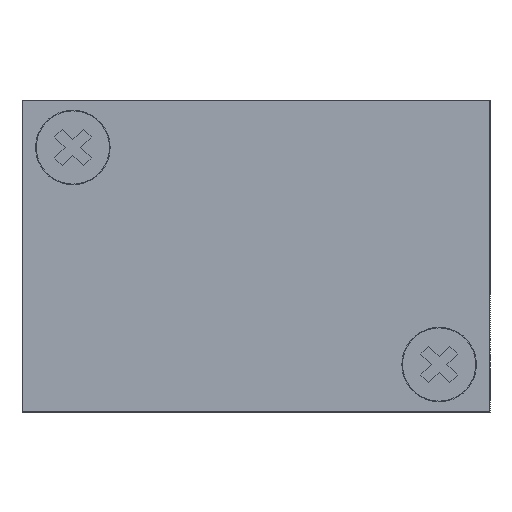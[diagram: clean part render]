
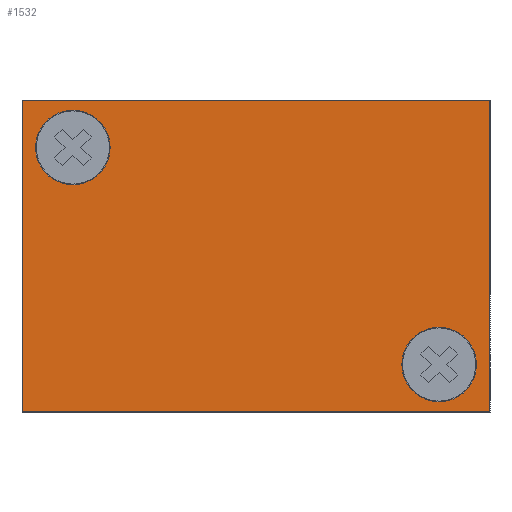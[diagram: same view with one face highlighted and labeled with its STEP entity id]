
A CAD part, left-side view. The second image highlights one B-rep face of the part: STEP entity #1532.
In plain terms, the highlighted planar face has unit normal (-1, 0, 0).
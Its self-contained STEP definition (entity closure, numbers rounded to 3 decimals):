
#1532 = ADVANCED_FACE ( 'NONE', ( #23872, #23873, #23874 ), #24210, .T. ) ;
#1929 = CARTESIAN_POINT ( 'NONE',  ( -3.25, -17.25, 11.5 ) ) ;
#1930 = DIRECTION ( 'NONE',  ( 0., 0., 1. ) ) ;
#1931 = CARTESIAN_POINT ( 'NONE',  ( -3.25, -17.25, -11.5 ) ) ;
#1932 = DIRECTION ( 'NONE',  ( 0., 1., 0. ) ) ;
#1933 = CARTESIAN_POINT ( 'NONE',  ( -3.25, 17.25, 11.5 ) ) ;
#1934 = DIRECTION ( 'NONE',  ( 0., 0., 1. ) ) ;
#1935 = CARTESIAN_POINT ( 'NONE',  ( -3.25, 13.5, 8. ) ) ;
#1936 = DIRECTION ( 'NONE',  ( -1., 0., 0. ) ) ;
#1937 = DIRECTION ( 'NONE',  ( 0., 0., 1. ) ) ;
#1938 = CARTESIAN_POINT ( 'NONE',  ( -3.25, -13.5, -8. ) ) ;
#1939 = DIRECTION ( 'NONE',  ( -1., 0., 0. ) ) ;
#1940 = DIRECTION ( 'NONE',  ( 0., 0., 1. ) ) ;
#1943 = CARTESIAN_POINT ( 'NONE',  ( -3.25, -17.25, 11.5 ) ) ;
#1944 = DIRECTION ( 'NONE',  ( 0., 1., 0. ) ) ;
#1969 = CARTESIAN_POINT ( 'NONE',  ( -3.25, 13.5, 8. ) ) ;
#1970 = DIRECTION ( 'NONE',  ( -1., 0., 0. ) ) ;
#1971 = DIRECTION ( 'NONE',  ( 0., 0., 1. ) ) ;
#1979 = CARTESIAN_POINT ( 'NONE',  ( -3.25, -13.5, -8. ) ) ;
#1980 = DIRECTION ( 'NONE',  ( -1., 0., 0. ) ) ;
#1981 = DIRECTION ( 'NONE',  ( 0., 0., 1. ) ) ;
#2380 = VERTEX_POINT ( 'NONE', #15915 ) ;
#2708 = VERTEX_POINT ( 'NONE', #15879 ) ;
#2725 = VERTEX_POINT ( 'NONE', #15868 ) ;
#6874 = VERTEX_POINT ( 'NONE', #15917 ) ;
#6944 = VERTEX_POINT ( 'NONE', #15429 ) ;
#6979 = VERTEX_POINT ( 'NONE', #15544 ) ;
#7143 = VERTEX_POINT ( 'NONE', #15663 ) ;
#7207 = VERTEX_POINT ( 'NONE', #15398 ) ;
#15398 = CARTESIAN_POINT ( 'NONE',  ( -3.25, -17.25, -11.5 ) ) ;
#15429 = CARTESIAN_POINT ( 'NONE',  ( -3.25, 13.5, 10.75 ) ) ;
#15544 = CARTESIAN_POINT ( 'NONE',  ( -3.25, -17.25, 11.5 ) ) ;
#15663 = CARTESIAN_POINT ( 'NONE',  ( -3.25, 17.25, 11.5 ) ) ;
#15868 = CARTESIAN_POINT ( 'NONE',  ( -3.25, 13.5, 5.25 ) ) ;
#15879 = CARTESIAN_POINT ( 'NONE',  ( -3.25, -13.5, -5.25 ) ) ;
#15915 = CARTESIAN_POINT ( 'NONE',  ( -3.25, -13.5, -10.75 ) ) ;
#15917 = CARTESIAN_POINT ( 'NONE',  ( -3.25, 17.25, -11.5 ) ) ;
#16524 = AXIS2_PLACEMENT_3D ( 'NONE', #1935, #1936, #1937 ) ;
#16525 = AXIS2_PLACEMENT_3D ( 'NONE', #1938, #1939, #1940 ) ;
#16530 = AXIS2_PLACEMENT_3D ( 'NONE', #1969, #1970, #1971 ) ;
#16532 = AXIS2_PLACEMENT_3D ( 'NONE', #1979, #1980, #1981 ) ;
#21511 = EDGE_CURVE ( 'NONE', #7207, #6979, #30143, .T. ) ;
#21512 = EDGE_CURVE ( 'NONE', #7207, #6874, #30145, .T. ) ;
#21513 = EDGE_CURVE ( 'NONE', #6874, #7143, #30147, .T. ) ;
#21514 = EDGE_CURVE ( 'NONE', #6944, #2725, #30149, .T. ) ;
#21515 = EDGE_CURVE ( 'NONE', #2708, #2380, #30151, .T. ) ;
#21517 = EDGE_CURVE ( 'NONE', #6979, #7143, #30153, .T. ) ;
#21528 = EDGE_CURVE ( 'NONE', #2725, #6944, #30172, .T. ) ;
#21532 = EDGE_CURVE ( 'NONE', #2380, #2708, #30178, .T. ) ;
#23872 = FACE_BOUND ( 'NONE', #29092, .T. ) ;
#23873 = FACE_BOUND ( 'NONE', #29024, .T. ) ;
#23874 = FACE_OUTER_BOUND ( 'NONE', #29022, .T. ) ;
#24201 = DIRECTION ( 'NONE',  ( -1., 0., 0. ) ) ;
#24207 = CARTESIAN_POINT ( 'NONE',  ( -3.25, -17.25, 11.5 ) ) ;
#24210 = PLANE ( 'NONE',  #31376 ) ;
#24216 = DIRECTION ( 'NONE',  ( 0., 0., 1. ) ) ;
#27968 = ORIENTED_EDGE ( 'NONE', *, *, #21515, .F. ) ;
#27969 = ORIENTED_EDGE ( 'NONE', *, *, #21532, .F. ) ;
#27970 = ORIENTED_EDGE ( 'NONE', *, *, #21514, .F. ) ;
#27971 = ORIENTED_EDGE ( 'NONE', *, *, #21528, .F. ) ;
#27972 = ORIENTED_EDGE ( 'NONE', *, *, #21513, .F. ) ;
#27973 = ORIENTED_EDGE ( 'NONE', *, *, #21512, .F. ) ;
#27974 = ORIENTED_EDGE ( 'NONE', *, *, #21511, .T. ) ;
#27975 = ORIENTED_EDGE ( 'NONE', *, *, #21517, .T. ) ;
#29022 = EDGE_LOOP ( 'NONE', ( #27972, #27973, #27974, #27975 ) ) ;
#29024 = EDGE_LOOP ( 'NONE', ( #27970, #27971 ) ) ;
#29092 = EDGE_LOOP ( 'NONE', ( #27968, #27969 ) ) ;
#30143 = LINE ( 'NONE', #1929, #30144 ) ;
#30144 = VECTOR ( 'NONE', #1930, 1000. ) ;
#30145 = LINE ( 'NONE', #1931, #30146 ) ;
#30146 = VECTOR ( 'NONE', #1932, 1000. ) ;
#30147 = LINE ( 'NONE', #1933, #30148 ) ;
#30148 = VECTOR ( 'NONE', #1934, 1000. ) ;
#30149 = CIRCLE ( 'NONE', #16524, 2.75 ) ;
#30151 = CIRCLE ( 'NONE', #16525, 2.75 ) ;
#30153 = LINE ( 'NONE', #1943, #30154 ) ;
#30154 = VECTOR ( 'NONE', #1944, 1000. ) ;
#30172 = CIRCLE ( 'NONE', #16530, 2.75 ) ;
#30178 = CIRCLE ( 'NONE', #16532, 2.75 ) ;
#31376 = AXIS2_PLACEMENT_3D ( 'NONE', #24207, #24201, #24216 ) ;
